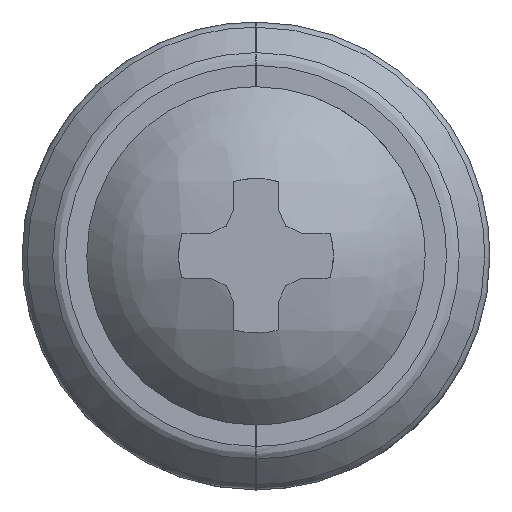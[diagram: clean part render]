
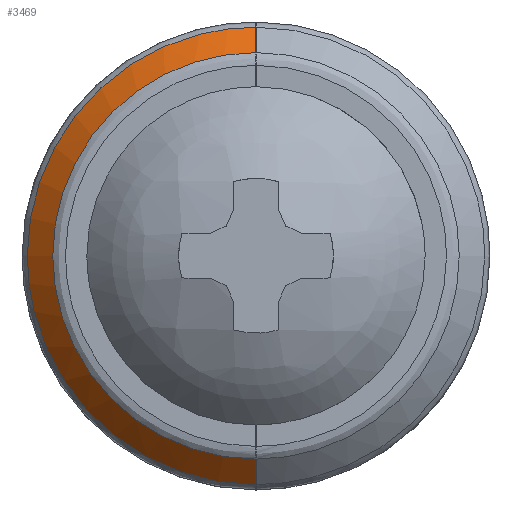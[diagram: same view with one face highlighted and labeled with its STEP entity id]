
A CAD part, top view. The second image highlights one B-rep face of the part: STEP entity #3469.
In plain terms, the highlighted free-form (B-spline) face has degree [1, 2] with [2, 5] control points.
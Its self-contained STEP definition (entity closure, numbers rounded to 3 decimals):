
#3305=CARTESIAN_POINT('',(-0.01,-5.646,-0.146));
#3306=VERTEX_POINT('',#3305);
#3351=CARTESIAN_POINT('',(-0.01,5.646,-0.146));
#3352=VERTEX_POINT('',#3351);
#3361=CARTESIAN_POINT('',(-5.646,0.,-0.146));
#3362=VERTEX_POINT('',#3361);
#3363=CARTESIAN_POINT('',(-5.646,0.,-0.146));
#3364=CARTESIAN_POINT('',(-5.646,0.358,-0.146));
#3365=CARTESIAN_POINT('',(-5.574,1.119,-0.146));
#3366=CARTESIAN_POINT('',(-5.268,2.117,-0.146));
#3367=CARTESIAN_POINT('',(-4.869,2.888,-0.146));
#3368=CARTESIAN_POINT('',(-4.458,3.488,-0.146));
#3369=CARTESIAN_POINT('',(-4.046,3.957,-0.146));
#3370=CARTESIAN_POINT('',(-3.531,4.421,-0.146));
#3371=CARTESIAN_POINT('',(-2.958,4.832,-0.146));
#3372=CARTESIAN_POINT('',(-2.147,5.254,-0.146));
#3373=CARTESIAN_POINT('',(-1.152,5.567,-0.146));
#3374=CARTESIAN_POINT('',(-0.391,5.646,-0.146));
#3375=CARTESIAN_POINT('',(-0.01,5.646,-0.146));
#3376=B_SPLINE_CURVE_WITH_KNOTS('',3,(#3363,#3364,#3365,#3366,#3367,#3368,#3369,#3370,#3371,#3372,#3373,#3374,#3375),.UNSPECIFIED.,.F.,.U.,(4,1,1,1,1,1,1,1,1,1,4),(0.,1.073,2.284,3.115,3.668,4.464,4.983,5.745,6.575,7.717,8.859),.UNSPECIFIED.);
#3377=EDGE_CURVE('',#3362,#3352,#3376,.T.);
#3379=CARTESIAN_POINT('',(-0.01,-5.646,-0.146));
#3380=CARTESIAN_POINT('',(-0.333,-5.646,-0.146));
#3381=CARTESIAN_POINT('',(-1.013,-5.586,-0.146));
#3382=CARTESIAN_POINT('',(-1.863,-5.353,-0.146));
#3383=CARTESIAN_POINT('',(-2.624,-5.017,-0.146));
#3384=CARTESIAN_POINT('',(-3.169,-4.689,-0.146));
#3385=CARTESIAN_POINT('',(-3.726,-4.259,-0.146));
#3386=CARTESIAN_POINT('',(-4.307,-3.695,-0.146));
#3387=CARTESIAN_POINT('',(-4.818,-2.991,-0.146));
#3388=CARTESIAN_POINT('',(-5.184,-2.269,-0.146));
#3389=CARTESIAN_POINT('',(-5.413,-1.652,-0.146));
#3390=CARTESIAN_POINT('',(-5.596,-0.9,-0.146));
#3391=CARTESIAN_POINT('',(-5.646,-0.335,-0.146));
#3392=CARTESIAN_POINT('',(-5.646,0.,-0.146));
#3393=B_SPLINE_CURVE_WITH_KNOTS('',3,(#3379,#3380,#3381,#3382,#3383,#3384,#3385,#3386,#3387,#3388,#3389,#3390,#3391,#3392),.UNSPECIFIED.,.F.,.U.,(4,1,1,1,1,1,1,1,1,1,1,4),(0.,0.969,2.042,2.63,3.461,3.945,4.741,5.883,6.541,7.164,7.856,8.859),.UNSPECIFIED.);
#3394=EDGE_CURVE('',#3306,#3362,#3393,.T.);
#3399=CARTESIAN_POINT('',(0.157,5.627,-0.129));
#3400=CARTESIAN_POINT('',(0.178,6.369,-0.872));
#3401=CARTESIAN_POINT('',(-5.772,5.792,-0.129));
#3402=CARTESIAN_POINT('',(-6.534,6.557,-0.872));
#3403=CARTESIAN_POINT('',(-5.627,-0.137,-0.129));
#3404=CARTESIAN_POINT('',(-6.37,-0.156,-0.872));
#3405=CARTESIAN_POINT('',(-5.482,-6.067,-0.129));
#3406=CARTESIAN_POINT('',(-6.206,-6.868,-0.872));
#3407=CARTESIAN_POINT('',(0.432,-5.612,-0.129));
#3408=CARTESIAN_POINT('',(0.489,-6.353,-0.872));
#3416=(BOUNDED_SURFACE()B_SPLINE_SURFACE(1,2,((#3399,#3401,#3403,#3405,#3407),(#3400,#3402,#3404,#3406,#3408)),.UNSPECIFIED.,.F.,.F.,.U.)B_SPLINE_SURFACE_WITH_KNOTS((2,2),(3,2,3),(0.0,1.0),(0.0,10.95,21.9),.UNSPECIFIED.)GEOMETRIC_REPRESENTATION_ITEM()RATIONAL_B_SPLINE_SURFACE(((1.0,0.688,1.0,0.688,1.0),(1.0,0.688,1.0,0.688,1.0)))REPRESENTATION_ITEM('')SURFACE());
#3417=CARTESIAN_POINT('',(-0.01,-6.354,-0.854));
#3418=VERTEX_POINT('',#3417);
#3419=CARTESIAN_POINT('',(-0.01,-5.646,-0.146));
#3420=CARTESIAN_POINT('',(-0.01,-6.354,-0.854));
#3421=QUASI_UNIFORM_CURVE('',1,(#3419,#3420),.UNSPECIFIED.,.F.,.U.);
#3422=EDGE_CURVE('',#3306,#3418,#3421,.T.);
#3423=ORIENTED_EDGE('',*,*,#3422,.F.);
#3424=ORIENTED_EDGE('',*,*,#3394,.T.);
#3425=ORIENTED_EDGE('',*,*,#3377,.T.);
#3426=CARTESIAN_POINT('',(-0.01,6.354,-0.854));
#3427=VERTEX_POINT('',#3426);
#3428=CARTESIAN_POINT('',(-0.01,6.354,-0.854));
#3429=CARTESIAN_POINT('',(-0.01,5.646,-0.146));
#3430=QUASI_UNIFORM_CURVE('',1,(#3428,#3429),.UNSPECIFIED.,.F.,.U.);
#3431=EDGE_CURVE('',#3427,#3352,#3430,.T.);
#3432=ORIENTED_EDGE('',*,*,#3431,.F.);
#3433=CARTESIAN_POINT('',(-6.354,0.,-0.854));
#3434=VERTEX_POINT('',#3433);
#3435=CARTESIAN_POINT('',(-6.354,0.,-0.854));
#3436=CARTESIAN_POINT('',(-6.354,0.467,-0.854));
#3437=CARTESIAN_POINT('',(-6.257,1.337,-0.854));
#3438=CARTESIAN_POINT('',(-5.901,2.428,-0.854));
#3439=CARTESIAN_POINT('',(-5.466,3.272,-0.854));
#3440=CARTESIAN_POINT('',(-4.935,4.044,-0.854));
#3441=CARTESIAN_POINT('',(-4.243,4.771,-0.854));
#3442=CARTESIAN_POINT('',(-3.365,5.424,-0.854));
#3443=CARTESIAN_POINT('',(-2.368,5.935,-0.854));
#3444=CARTESIAN_POINT('',(-1.23,6.274,-0.854));
#3445=CARTESIAN_POINT('',(-0.412,6.353,-0.854));
#3446=CARTESIAN_POINT('',(-0.01,6.354,-0.854));
#3447=B_SPLINE_CURVE_WITH_KNOTS('',3,(#3435,#3436,#3437,#3438,#3439,#3440,#3441,#3442,#3443,#3444,#3445,#3446),.UNSPECIFIED.,.F.,.U.,(4,1,1,1,1,1,1,1,1,4),(0.,1.402,2.609,3.427,4.245,5.413,6.426,7.517,8.763,9.97),.UNSPECIFIED.);
#3448=EDGE_CURVE('',#3434,#3427,#3447,.T.);
#3449=ORIENTED_EDGE('',*,*,#3448,.F.);
#3450=CARTESIAN_POINT('',(-0.01,-6.354,-0.854));
#3451=CARTESIAN_POINT('',(-0.348,-6.353,-0.854));
#3452=CARTESIAN_POINT('',(-0.945,-6.304,-0.854));
#3453=CARTESIAN_POINT('',(-1.896,-6.089,-0.854));
#3454=CARTESIAN_POINT('',(-2.807,-5.734,-0.854));
#3455=CARTESIAN_POINT('',(-3.633,-5.237,-0.854));
#3456=CARTESIAN_POINT('',(-4.331,-4.674,-0.854));
#3457=CARTESIAN_POINT('',(-4.86,-4.117,-0.854));
#3458=CARTESIAN_POINT('',(-5.348,-3.459,-0.854));
#3459=CARTESIAN_POINT('',(-5.747,-2.758,-0.854));
#3460=CARTESIAN_POINT('',(-6.068,-1.948,-0.854));
#3461=CARTESIAN_POINT('',(-6.296,-1.026,-0.854));
#3462=CARTESIAN_POINT('',(-6.354,-0.376,-0.854));
#3463=CARTESIAN_POINT('',(-6.354,0.,-0.854));
#3464=B_SPLINE_CURVE_WITH_KNOTS('',3,(#3450,#3451,#3452,#3453,#3454,#3455,#3456,#3457,#3458,#3459,#3460,#3461,#3462,#3463),.UNSPECIFIED.,.F.,.U.,(4,1,1,1,1,1,1,1,1,1,1,4),(0.,1.013,1.792,2.921,3.934,4.674,5.608,6.231,7.127,8.023,8.841,9.97),.UNSPECIFIED.);
#3465=EDGE_CURVE('',#3418,#3434,#3464,.T.);
#3466=ORIENTED_EDGE('',*,*,#3465,.F.);
#3467=EDGE_LOOP('',(#3423,#3424,#3425,#3432,#3449,#3466));
#3468=FACE_OUTER_BOUND('',#3467,.T.);
#3469=ADVANCED_FACE('',(#3468),#3416,.T.);
